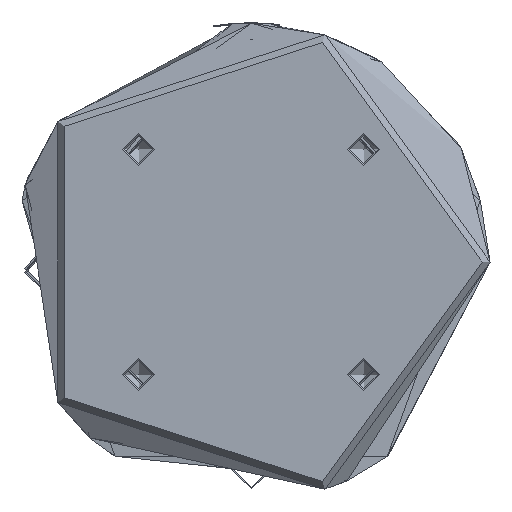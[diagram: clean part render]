
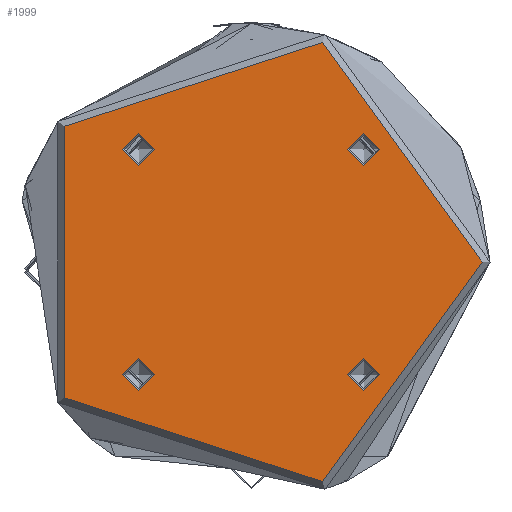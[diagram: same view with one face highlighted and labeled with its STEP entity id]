
A CAD part, front view. The second image highlights one B-rep face of the part: STEP entity #1999.
In plain terms, the highlighted face is planar.
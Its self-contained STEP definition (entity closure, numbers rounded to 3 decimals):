
#66 = AXIS2_PLACEMENT_3D ( 'NONE', #4525, #1959, #5532 ) ;
#148 = CARTESIAN_POINT ( 'NONE',  ( 72.5, 0., 0. ) ) ;
#213 = CIRCLE ( 'NONE', #2850, 72.5 ) ;
#229 = ORIENTED_EDGE ( 'NONE', *, *, #2247, .F. ) ;
#360 = CARTESIAN_POINT ( 'NONE',  ( -35.355, 35.355, 0. ) ) ;
#431 = AXIS2_PLACEMENT_3D ( 'NONE', #3845, #2567, #5551 ) ;
#782 = DIRECTION ( 'NONE',  ( 1., 0., 0. ) ) ;
#799 = DIRECTION ( 'NONE',  ( 0., 0., 1. ) ) ;
#801 = VERTEX_POINT ( 'NONE', #1006 ) ;
#1006 = CARTESIAN_POINT ( 'NONE',  ( -30.33, 35.355, 0. ) ) ;
#1028 = EDGE_LOOP ( 'NONE', ( #5124 ) ) ;
#1256 = EDGE_LOOP ( 'NONE', ( #1439 ) ) ;
#1326 = ORIENTED_EDGE ( 'NONE', *, *, #3524, .F. ) ;
#1363 = DIRECTION ( 'NONE',  ( 0., 0., 1. ) ) ;
#1431 = CARTESIAN_POINT ( 'NONE',  ( -30.33, -35.355, 0. ) ) ;
#1439 = ORIENTED_EDGE ( 'NONE', *, *, #3766, .T. ) ;
#1671 = DIRECTION ( 'NONE',  ( 0., 0., 1. ) ) ;
#1695 = VERTEX_POINT ( 'NONE', #148 ) ;
#1706 = PLANE ( 'NONE',  #431 ) ;
#1788 = AXIS2_PLACEMENT_3D ( 'NONE', #3401, #799, #3820 ) ;
#1896 = AXIS2_PLACEMENT_3D ( 'NONE', #360, #3382, #782 ) ;
#1959 = DIRECTION ( 'NONE',  ( 0., 0., 1. ) ) ;
#1999 = ADVANCED_FACE ( 'NONE', ( #2080, #4233, #4162, #4168, #4305 ), #1706, .F. ) ;
#2080 = FACE_BOUND ( 'NONE', #4680, .T. ) ;
#2247 = EDGE_CURVE ( 'NONE', #801, #801, #3695, .T. ) ;
#2262 = EDGE_CURVE ( 'NONE', #5254, #5254, #4379, .T. ) ;
#2315 = CARTESIAN_POINT ( 'NONE',  ( 40.38, -35.355, 0. ) ) ;
#2431 = EDGE_CURVE ( 'NONE', #4121, #4121, #2768, .T. ) ;
#2476 = EDGE_LOOP ( 'NONE', ( #1326 ) ) ;
#2567 = DIRECTION ( 'NONE',  ( 0., 0., -1. ) ) ;
#2763 = AXIS2_PLACEMENT_3D ( 'NONE', #4245, #1671, #4660 ) ;
#2768 = CIRCLE ( 'NONE', #1788, 5.025 ) ;
#2850 = AXIS2_PLACEMENT_3D ( 'NONE', #3944, #1363, #4377 ) ;
#3070 = CIRCLE ( 'NONE', #66, 5.025 ) ;
#3382 = DIRECTION ( 'NONE',  ( 0., 0., 1. ) ) ;
#3401 = CARTESIAN_POINT ( 'NONE',  ( -35.355, -35.355, 0. ) ) ;
#3524 = EDGE_CURVE ( 'NONE', #5101, #5101, #3070, .T. ) ;
#3695 = CIRCLE ( 'NONE', #1896, 5.025 ) ;
#3766 = EDGE_CURVE ( 'NONE', #1695, #1695, #213, .T. ) ;
#3820 = DIRECTION ( 'NONE',  ( 1., 0., 0. ) ) ;
#3845 = CARTESIAN_POINT ( 'NONE',  ( 0., 0., 0. ) ) ;
#3944 = CARTESIAN_POINT ( 'NONE',  ( 0., 0., 0. ) ) ;
#4012 = CARTESIAN_POINT ( 'NONE',  ( 40.38, 35.355, 0. ) ) ;
#4121 = VERTEX_POINT ( 'NONE', #1431 ) ;
#4136 = EDGE_LOOP ( 'NONE', ( #4981 ) ) ;
#4162 = FACE_BOUND ( 'NONE', #2476, .T. ) ;
#4168 = FACE_BOUND ( 'NONE', #4136, .T. ) ;
#4233 = FACE_BOUND ( 'NONE', #1028, .T. ) ;
#4245 = CARTESIAN_POINT ( 'NONE',  ( 35.355, 35.355, 0. ) ) ;
#4305 = FACE_OUTER_BOUND ( 'NONE', #1256, .T. ) ;
#4377 = DIRECTION ( 'NONE',  ( 1., 0., 0. ) ) ;
#4379 = CIRCLE ( 'NONE', #2763, 5.025 ) ;
#4525 = CARTESIAN_POINT ( 'NONE',  ( 35.355, -35.355, 0. ) ) ;
#4660 = DIRECTION ( 'NONE',  ( 1., 0., 0. ) ) ;
#4680 = EDGE_LOOP ( 'NONE', ( #229 ) ) ;
#4981 = ORIENTED_EDGE ( 'NONE', *, *, #2431, .F. ) ;
#5101 = VERTEX_POINT ( 'NONE', #2315 ) ;
#5124 = ORIENTED_EDGE ( 'NONE', *, *, #2262, .F. ) ;
#5254 = VERTEX_POINT ( 'NONE', #4012 ) ;
#5532 = DIRECTION ( 'NONE',  ( 1., 0., 0. ) ) ;
#5551 = DIRECTION ( 'NONE',  ( -1., 0., 0. ) ) ;
